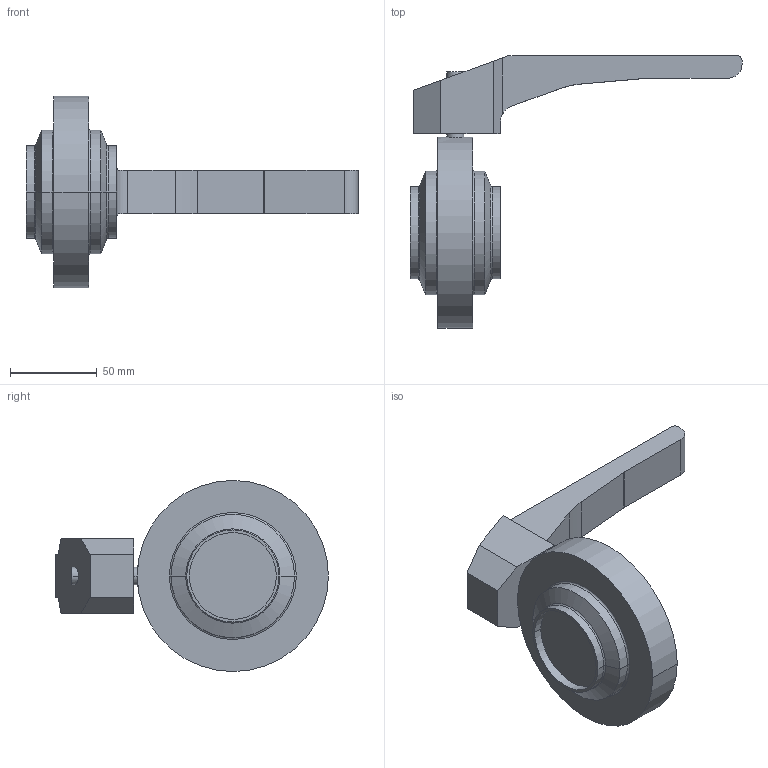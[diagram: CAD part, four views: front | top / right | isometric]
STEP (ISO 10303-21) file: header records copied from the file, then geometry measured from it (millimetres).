
FILE_DESCRIPTION(('OneSpaceDesigner STEP Export'),'2;1');
FILE_NAME('SV1-50-H-12S.stp','2007-04-19T14:54:18',(''),(''),'OneSpace Designer STEP processor for AP214 (Solid Model)','OneSpace Modeling 15.00 06-Feb-2007 (C) CoCreate Software GmbH','');
FILE_SCHEMA(('AUTOMOTIVE_DESIGN { 1 0 10303 214 1 1 1 1 }'));
Length unit declared in the file: millimetre
Products named in the file (3): SV1-50-H-12S; Handhebel-SV-40-100; SV1-50-H-12S-vereint
Assembly tree (2 placements, depth 2):
  SV1-50-H-12S-vereint
    Handhebel-SV-40-100
    SV1-50-H-12S
Bounding box: 191 x 157 x 110 mm (x, y, z)
Volume: 399038.5 mm3; surface area: 53528.8 mm2
Topology: 2 solids, 2 shells, 60 faces, 135 edges, 84 vertices
Faces by surface type: plane 25, cylinder 23, torus 8, cone 4
Entity records: 1967 total; most frequent: CARTESIAN_POINT 647, ORIENTED_EDGE 270, DIRECTION 247, EDGE_CURVE 135, AXIS2_PLACEMENT_3D 89, VERTEX_POINT 84, VECTOR 69, LINE 69
